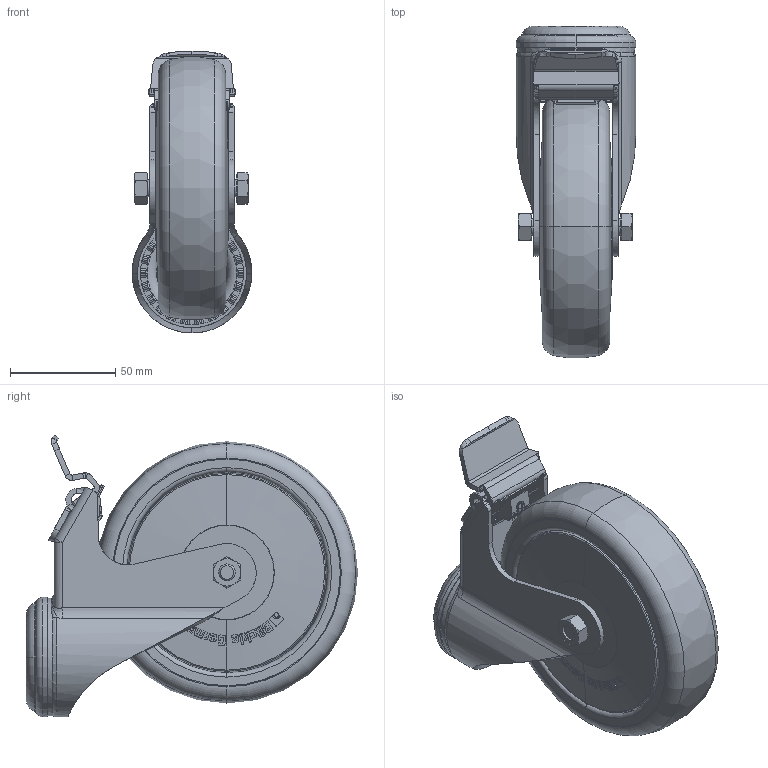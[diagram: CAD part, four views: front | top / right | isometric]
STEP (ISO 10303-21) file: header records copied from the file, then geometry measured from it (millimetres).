
FILE_DESCRIPTION (( 'STEP AP214' ), '1' );
FILE_NAME ('Accessories for aluminium profiles098S125UDN.step', '2016-10-19T13:18:27', ( '' ), ( '' ), 'SwSTEP 2.0', 'SolidWorks 2016', '' );
FILE_SCHEMA (( 'AUTOMOTIVE_DESIGN' ));
Length unit declared in the file: millimetre
Products named in the file (5): PATH_126_8K-FK-744869_214_selction no pls; 4DIN931M08048MS01; 4DIN934M08M; 098SR.u.Tab_098S125D; Accessories for aluminium profiles098S125UDN
Assembly tree (4 placements, depth 2):
  Accessories for aluminium profiles098S125UDN
    098SR.u.Tab_098S125D
    4DIN934M08M
    4DIN931M08048MS01
    PATH_126_8K-FK-744869_214_selction no pls
Bounding box: 57 x 157.96 x 134.11 mm (x, y, z)
Volume: 324463.7 mm3; surface area: 118570.4 mm2
Topology: 4 solids, 4 shells, 2728 faces, 7205 edges, 4631 vertices
Faces by surface type: plane 1188, bspline 767, cylinder 432, torus 191, cone 146, sphere 4
Entity records: 139849 total; most frequent: CARTESIAN_POINT 66603, ORIENTED_EDGE 14394, DIRECTION 8901, EDGE_CURVE 7197, VERTEX_POINT 4631, LINE 3299, VECTOR 3299, B_SPLINE_CURVE_WITH_KNOTS 2982
